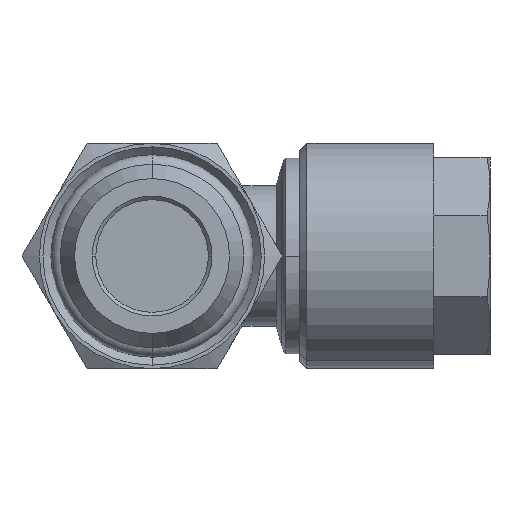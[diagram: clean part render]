
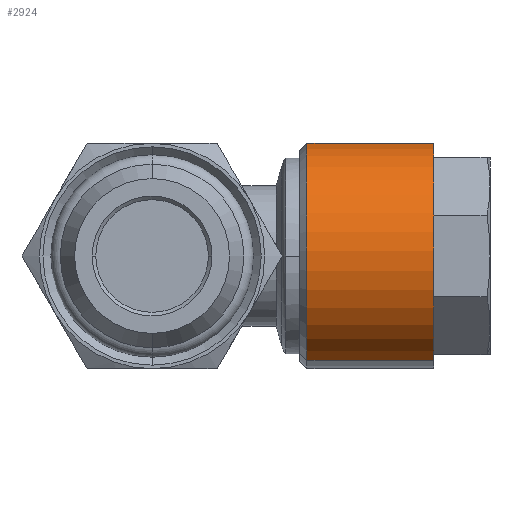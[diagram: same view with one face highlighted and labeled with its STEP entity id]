
A CAD part, front view. The second image highlights one B-rep face of the part: STEP entity #2924.
In plain terms, the highlighted cylindrical face has radius 8 mm (diameter 16 mm), a partial arc.
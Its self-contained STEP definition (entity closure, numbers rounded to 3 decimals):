
#119 = AXIS2_PLACEMENT_3D ( 'NONE', #4707, #4708, #4709 ) ;
#120 = AXIS2_PLACEMENT_3D ( 'NONE', #4711, #4712, #4713 ) ;
#244 = EDGE_LOOP ( 'NONE', ( #3039, #3040, #3041, #3042 ) ) ;
#1782 = DIRECTION ( 'NONE',  ( 0., -0.383, -0.924 ) ) ;
#1938 = FACE_OUTER_BOUND ( 'NONE', #244, .T. ) ;
#1946 = CYLINDRICAL_SURFACE ( 'NONE', #3844, 8. ) ;
#2494 = VERTEX_POINT ( 'NONE', #3496 ) ;
#2507 = VERTEX_POINT ( 'NONE', #3509 ) ;
#2520 = VERTEX_POINT ( 'NONE', #3522 ) ;
#2521 = VERTEX_POINT ( 'NONE', #3523 ) ;
#2924 = ADVANCED_FACE ( 'NONE', ( #1938 ), #1946, .T. ) ;
#3039 = ORIENTED_EDGE ( 'NONE', *, *, #4018, .T. ) ;
#3040 = ORIENTED_EDGE ( 'NONE', *, *, #4019, .T. ) ;
#3041 = ORIENTED_EDGE ( 'NONE', *, *, #4020, .F. ) ;
#3042 = ORIENTED_EDGE ( 'NONE', *, *, #4021, .F. ) ;
#3496 = CARTESIAN_POINT ( 'NONE',  ( 20., 19.939, -7.391 ) ) ;
#3509 = CARTESIAN_POINT ( 'NONE',  ( 20., 26.061, 7.391 ) ) ;
#3522 = CARTESIAN_POINT ( 'NONE',  ( 11., 19.939, -7.391 ) ) ;
#3523 = CARTESIAN_POINT ( 'NONE',  ( 11., 26.061, 7.391 ) ) ;
#3639 = CARTESIAN_POINT ( 'NONE',  ( 10.5, 23., 0. ) ) ;
#3640 = DIRECTION ( 'NONE',  ( -1., 0., 0. ) ) ;
#3844 = AXIS2_PLACEMENT_3D ( 'NONE', #3639, #3640, #1782 ) ;
#4018 = EDGE_CURVE ( 'NONE', #2494, #2507, #4550, .T. ) ;
#4019 = EDGE_CURVE ( 'NONE', #2507, #2521, #4547, .T. ) ;
#4020 = EDGE_CURVE ( 'NONE', #2520, #2521, #4551, .T. ) ;
#4021 = EDGE_CURVE ( 'NONE', #2494, #2520, #4548, .T. ) ;
#4547 = LINE ( 'NONE', #4706, #4552 ) ;
#4548 = LINE ( 'NONE', #4710, #4555 ) ;
#4550 = CIRCLE ( 'NONE', #119, 8. ) ;
#4551 = CIRCLE ( 'NONE', #120, 8. ) ;
#4552 = VECTOR ( 'NONE', #4702, 1000. ) ;
#4555 = VECTOR ( 'NONE', #4705, 1000. ) ;
#4702 = DIRECTION ( 'NONE',  ( -1., 0., 0. ) ) ;
#4705 = DIRECTION ( 'NONE',  ( -1., 0., 0. ) ) ;
#4706 = CARTESIAN_POINT ( 'NONE',  ( 10.5, 26.061, 7.391 ) ) ;
#4707 = CARTESIAN_POINT ( 'NONE',  ( 20., 23., 0. ) ) ;
#4708 = DIRECTION ( 'NONE',  ( -1., 0., 0. ) ) ;
#4709 = DIRECTION ( 'NONE',  ( 0., 0.383, 0.924 ) ) ;
#4710 = CARTESIAN_POINT ( 'NONE',  ( 10.5, 19.939, -7.391 ) ) ;
#4711 = CARTESIAN_POINT ( 'NONE',  ( 11., 23., 0. ) ) ;
#4712 = DIRECTION ( 'NONE',  ( -1., 0., 0. ) ) ;
#4713 = DIRECTION ( 'NONE',  ( 0., -0.383, -0.924 ) ) ;
